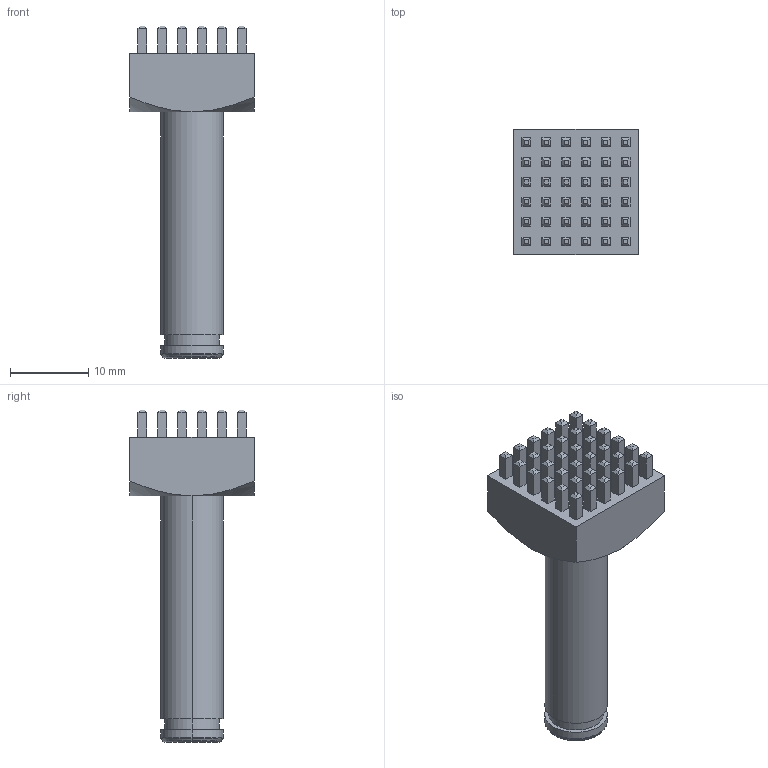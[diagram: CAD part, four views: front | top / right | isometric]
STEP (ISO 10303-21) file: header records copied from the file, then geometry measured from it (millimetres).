
FILE_DESCRIPTION (( 'STEP AP203' ), '1' );
FILE_NAME ('K94287-D01.STEP', '2021-09-10T12:05:25', ( '' ), ( '' ), 'SwSTEP 2.0', 'SolidWorks 2018', '' );
FILE_SCHEMA (( 'CONFIG_CONTROL_DESIGN' ));
Length unit declared in the file: millimetre
Products named in the file (1): K94287-D01
Bounding box: 16 x 16 x 42.5 mm (x, y, z)
Volume: 3607.9 mm3; surface area: 2296.8 mm2
Topology: 1 solids, 1 shells, 349 faces, 770 edges, 462 vertices
Faces by surface type: plane 333, cone 6, cylinder 6, torus 4
Entity records: 9343 total; most frequent: CARTESIAN_POINT 1646, ORIENTED_EDGE 1540, DIRECTION 1488, EDGE_CURVE 770, LINE 736, VECTOR 736, VERTEX_POINT 462, EDGE_LOOP 388
